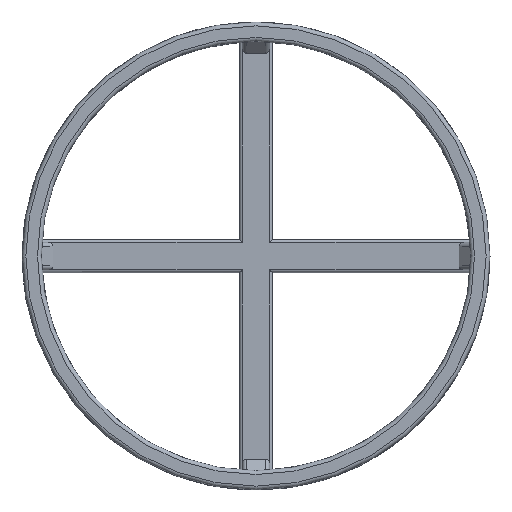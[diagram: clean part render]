
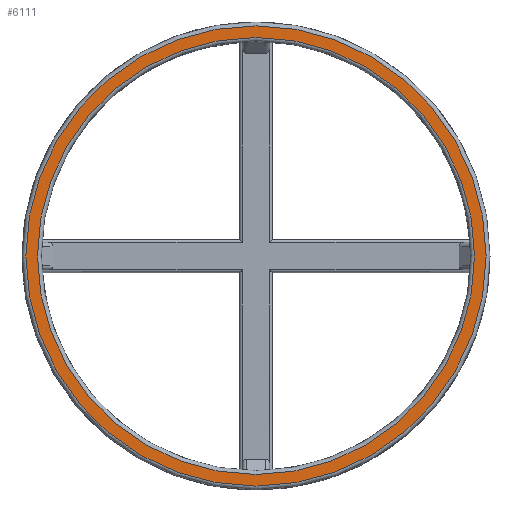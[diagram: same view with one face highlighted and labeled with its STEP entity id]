
A CAD part, top view. The second image highlights one B-rep face of the part: STEP entity #6111.
In plain terms, the highlighted planar face has unit normal (0, 0, 1).
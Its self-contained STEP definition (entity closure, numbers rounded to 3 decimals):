
#1237 = TOROIDAL_SURFACE('',#1238,56.5,1.);
#1238 = AXIS2_PLACEMENT_3D('',#1239,#1240,#1241);
#1239 = CARTESIAN_POINT('',(0.,0.,21.));
#1240 = DIRECTION('',(0.,0.,1.));
#1241 = DIRECTION('',(1.,0.,-0.));
#4743 = VERTEX_POINT('',#4744);
#4744 = CARTESIAN_POINT('',(56.5,0.,22.));
#4764 = EDGE_CURVE('',#4743,#4743,#4765,.T.);
#4765 = SURFACE_CURVE('',#4766,(#4771,#4778),.PCURVE_S1.);
#4766 = CIRCLE('',#4767,56.5);
#4767 = AXIS2_PLACEMENT_3D('',#4768,#4769,#4770);
#4768 = CARTESIAN_POINT('',(0.,0.,22.));
#4769 = DIRECTION('',(0.,0.,1.));
#4770 = DIRECTION('',(1.,0.,-0.));
#4771 = PCURVE('',#1237,#4772);
#4772 = DEFINITIONAL_REPRESENTATION('',(#4773),#4777);
#4773 = LINE('',#4774,#4775);
#4774 = CARTESIAN_POINT('',(0.,1.571));
#4775 = VECTOR('',#4776,1.);
#4776 = DIRECTION('',(1.,0.));
#4777 = ( GEOMETRIC_REPRESENTATION_CONTEXT(2) 
PARAMETRIC_REPRESENTATION_CONTEXT() REPRESENTATION_CONTEXT('2D SPACE',''
  ) );
#4778 = PCURVE('',#4779,#4784);
#4779 = PLANE('',#4780);
#4780 = AXIS2_PLACEMENT_3D('',#4781,#4782,#4783);
#4781 = CARTESIAN_POINT('',(0.,0.,22.)
  );
#4782 = DIRECTION('',(0.,0.,1.));
#4783 = DIRECTION('',(1.,0.,-0.));
#4784 = DEFINITIONAL_REPRESENTATION('',(#4785),#4789);
#4785 = CIRCLE('',#4786,56.5);
#4786 = AXIS2_PLACEMENT_2D('',#4787,#4788);
#4787 = CARTESIAN_POINT('',(0.,0.));
#4788 = DIRECTION('',(1.,0.));
#4789 = ( GEOMETRIC_REPRESENTATION_CONTEXT(2) 
PARAMETRIC_REPRESENTATION_CONTEXT() REPRESENTATION_CONTEXT('2D SPACE',''
  ) );
#6111 = ADVANCED_FACE('',(#6112,#6143),#4779,.T.);
#6112 = FACE_BOUND('',#6113,.T.);
#6113 = EDGE_LOOP('',(#6114));
#6114 = ORIENTED_EDGE('',*,*,#6115,.T.);
#6115 = EDGE_CURVE('',#6116,#6116,#6118,.T.);
#6116 = VERTEX_POINT('',#6117);
#6117 = CARTESIAN_POINT('',(59.5,0.,22.));
#6118 = SURFACE_CURVE('',#6119,(#6124,#6131),.PCURVE_S1.);
#6119 = CIRCLE('',#6120,59.5);
#6120 = AXIS2_PLACEMENT_3D('',#6121,#6122,#6123);
#6121 = CARTESIAN_POINT('',(0.,0.,22.));
#6122 = DIRECTION('',(0.,0.,1.));
#6123 = DIRECTION('',(1.,0.,-0.));
#6124 = PCURVE('',#4779,#6125);
#6125 = DEFINITIONAL_REPRESENTATION('',(#6126),#6130);
#6126 = CIRCLE('',#6127,59.5);
#6127 = AXIS2_PLACEMENT_2D('',#6128,#6129);
#6128 = CARTESIAN_POINT('',(0.,0.));
#6129 = DIRECTION('',(1.,0.));
#6130 = ( GEOMETRIC_REPRESENTATION_CONTEXT(2) 
PARAMETRIC_REPRESENTATION_CONTEXT() REPRESENTATION_CONTEXT('2D SPACE',''
  ) );
#6131 = PCURVE('',#6132,#6137);
#6132 = TOROIDAL_SURFACE('',#6133,59.5,1.);
#6133 = AXIS2_PLACEMENT_3D('',#6134,#6135,#6136);
#6134 = CARTESIAN_POINT('',(0.,0.,21.));
#6135 = DIRECTION('',(0.,0.,1.));
#6136 = DIRECTION('',(1.,0.,-0.));
#6137 = DEFINITIONAL_REPRESENTATION('',(#6138),#6142);
#6138 = LINE('',#6139,#6140);
#6139 = CARTESIAN_POINT('',(0.,1.571));
#6140 = VECTOR('',#6141,1.);
#6141 = DIRECTION('',(1.,0.));
#6142 = ( GEOMETRIC_REPRESENTATION_CONTEXT(2) 
PARAMETRIC_REPRESENTATION_CONTEXT() REPRESENTATION_CONTEXT('2D SPACE',''
  ) );
#6143 = FACE_BOUND('',#6144,.T.);
#6144 = EDGE_LOOP('',(#6145));
#6145 = ORIENTED_EDGE('',*,*,#4764,.F.);
